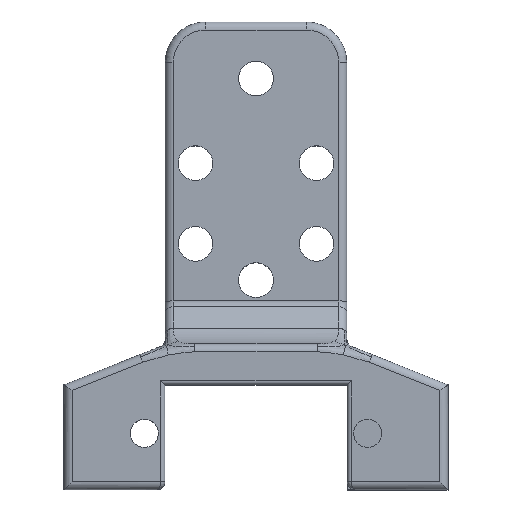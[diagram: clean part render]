
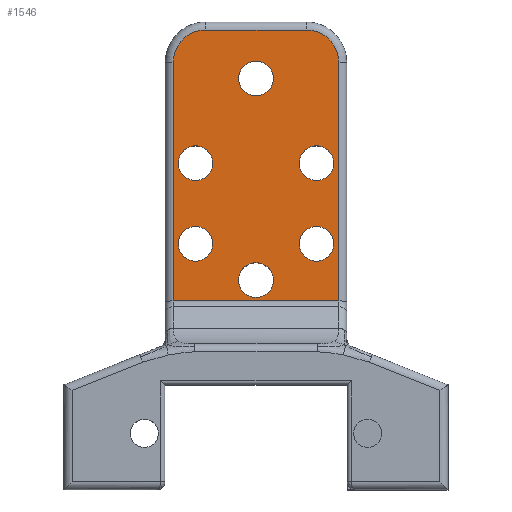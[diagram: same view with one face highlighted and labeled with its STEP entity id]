
A CAD part, top view. The second image highlights one B-rep face of the part: STEP entity #1546.
In plain terms, the highlighted planar face has unit normal (0, 0, 1).
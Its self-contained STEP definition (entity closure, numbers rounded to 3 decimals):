
#15=FACE_BOUND('',#478,.T.);
#16=FACE_BOUND('',#479,.T.);
#17=FACE_BOUND('',#480,.T.);
#18=FACE_BOUND('',#481,.T.);
#19=FACE_BOUND('',#482,.T.);
#20=FACE_BOUND('',#483,.T.);
#33=PLANE('',#1715);
#98=LINE('',#5036,#203);
#100=LINE('',#5048,#205);
#102=LINE('',#5060,#207);
#115=LINE('',#5101,#220);
#203=VECTOR('',#1963,10.);
#205=VECTOR('',#1977,10.);
#207=VECTOR('',#1991,10.);
#220=VECTOR('',#2040,10.);
#384=FACE_OUTER_BOUND('',#477,.T.);
#477=EDGE_LOOP('',(#1230,#1231,#1232,#1233,#1234,#1235));
#478=EDGE_LOOP('',(#1236));
#479=EDGE_LOOP('',(#1237));
#480=EDGE_LOOP('',(#1238));
#481=EDGE_LOOP('',(#1239));
#482=EDGE_LOOP('',(#1240));
#483=EDGE_LOOP('',(#1241));
#582=CIRCLE('',#1689,4.);
#586=CIRCLE('',#1695,4.);
#595=CIRCLE('',#1716,2.15);
#596=CIRCLE('',#1717,2.15);
#597=CIRCLE('',#1718,2.15);
#598=CIRCLE('',#1719,2.15);
#599=CIRCLE('',#1720,2.15);
#600=CIRCLE('',#1721,2.15);
#723=VERTEX_POINT('',#5026);
#725=VERTEX_POINT('',#5032);
#727=VERTEX_POINT('',#5038);
#729=VERTEX_POINT('',#5044);
#731=VERTEX_POINT('',#5050);
#733=VERTEX_POINT('',#5056);
#745=VERTEX_POINT('',#5102);
#746=VERTEX_POINT('',#5104);
#747=VERTEX_POINT('',#5106);
#748=VERTEX_POINT('',#5108);
#749=VERTEX_POINT('',#5110);
#750=VERTEX_POINT('',#5112);
#903=EDGE_CURVE('',#723,#725,#98,.T.);
#906=EDGE_CURVE('',#725,#727,#582,.T.);
#909=EDGE_CURVE('',#727,#729,#100,.T.);
#912=EDGE_CURVE('',#729,#731,#586,.T.);
#915=EDGE_CURVE('',#731,#733,#102,.T.);
#937=EDGE_CURVE('',#733,#723,#115,.T.);
#938=EDGE_CURVE('',#745,#745,#595,.T.);
#939=EDGE_CURVE('',#746,#746,#596,.T.);
#940=EDGE_CURVE('',#747,#747,#597,.T.);
#941=EDGE_CURVE('',#748,#748,#598,.T.);
#942=EDGE_CURVE('',#749,#749,#599,.T.);
#943=EDGE_CURVE('',#750,#750,#600,.T.);
#1230=ORIENTED_EDGE('',*,*,#915,.F.);
#1231=ORIENTED_EDGE('',*,*,#912,.F.);
#1232=ORIENTED_EDGE('',*,*,#909,.F.);
#1233=ORIENTED_EDGE('',*,*,#906,.F.);
#1234=ORIENTED_EDGE('',*,*,#903,.F.);
#1235=ORIENTED_EDGE('',*,*,#937,.F.);
#1236=ORIENTED_EDGE('',*,*,#938,.T.);
#1237=ORIENTED_EDGE('',*,*,#939,.T.);
#1238=ORIENTED_EDGE('',*,*,#940,.T.);
#1239=ORIENTED_EDGE('',*,*,#941,.T.);
#1240=ORIENTED_EDGE('',*,*,#942,.T.);
#1241=ORIENTED_EDGE('',*,*,#943,.T.);
#1546=ADVANCED_FACE('',(#384,#15,#16,#17,#18,#19,#20),#33,.T.);
#1689=AXIS2_PLACEMENT_3D('',#5042,#1970,#1971);
#1695=AXIS2_PLACEMENT_3D('',#5054,#1984,#1985);
#1715=AXIS2_PLACEMENT_3D('',#5100,#2038,#2039);
#1716=AXIS2_PLACEMENT_3D('',#5103,#2041,#2042);
#1717=AXIS2_PLACEMENT_3D('',#5105,#2043,#2044);
#1718=AXIS2_PLACEMENT_3D('',#5107,#2045,#2046);
#1719=AXIS2_PLACEMENT_3D('',#5109,#2047,#2048);
#1720=AXIS2_PLACEMENT_3D('',#5111,#2049,#2050);
#1721=AXIS2_PLACEMENT_3D('',#5113,#2051,#2052);
#1963=DIRECTION('',(0.,1.,0.));
#1970=DIRECTION('center_axis',(0.,0.,-1.));
#1971=DIRECTION('ref_axis',(-0.707,0.707,0.));
#1977=DIRECTION('',(1.,0.,0.));
#1984=DIRECTION('center_axis',(0.,0.,-1.));
#1985=DIRECTION('ref_axis',(0.707,0.707,0.));
#1991=DIRECTION('',(0.,-1.,0.));
#2038=DIRECTION('center_axis',(0.,0.,1.));
#2039=DIRECTION('ref_axis',(1.,0.,0.));
#2040=DIRECTION('',(-1.,0.,0.));
#2041=DIRECTION('center_axis',(0.,0.,-1.));
#2042=DIRECTION('ref_axis',(1.,0.,0.));
#2043=DIRECTION('center_axis',(0.,0.,-1.));
#2044=DIRECTION('ref_axis',(1.,0.,0.));
#2045=DIRECTION('center_axis',(0.,0.,-1.));
#2046=DIRECTION('ref_axis',(1.,0.,0.));
#2047=DIRECTION('center_axis',(0.,0.,-1.));
#2048=DIRECTION('ref_axis',(1.,0.,0.));
#2049=DIRECTION('center_axis',(0.,0.,-1.));
#2050=DIRECTION('ref_axis',(1.,0.,0.));
#2051=DIRECTION('center_axis',(0.,0.,-1.));
#2052=DIRECTION('ref_axis',(1.,0.,0.));
#5026=CARTESIAN_POINT('',(-10.25,-12.086,4.));
#5032=CARTESIAN_POINT('',(-10.25,17.5,4.));
#5036=CARTESIAN_POINT('',(-10.25,11.25,4.));
#5038=CARTESIAN_POINT('',(-6.25,21.5,4.));
#5042=CARTESIAN_POINT('Origin',(-6.25,17.5,4.));
#5044=CARTESIAN_POINT('',(6.25,21.5,4.));
#5048=CARTESIAN_POINT('',(5.625,21.5,4.));
#5050=CARTESIAN_POINT('',(10.25,17.5,4.));
#5054=CARTESIAN_POINT('Origin',(6.25,17.5,4.));
#5056=CARTESIAN_POINT('',(10.25,-12.086,4.));
#5060=CARTESIAN_POINT('',(10.25,-11.25,4.));
#5100=CARTESIAN_POINT('Origin',(0.,0.,4.));
#5101=CARTESIAN_POINT('',(2.812,-12.086,4.));
#5102=CARTESIAN_POINT('',(5.35,5.,4.));
#5103=CARTESIAN_POINT('Origin',(7.5,5.,4.));
#5104=CARTESIAN_POINT('',(-9.65,5.,4.));
#5105=CARTESIAN_POINT('Origin',(-7.5,5.,4.));
#5106=CARTESIAN_POINT('',(5.35,-5.,4.));
#5107=CARTESIAN_POINT('Origin',(7.5,-5.,4.));
#5108=CARTESIAN_POINT('',(-9.65,-5.,4.));
#5109=CARTESIAN_POINT('Origin',(-7.5,-5.,4.));
#5110=CARTESIAN_POINT('',(-2.15,15.5,4.));
#5111=CARTESIAN_POINT('Origin',(0.,15.5,4.));
#5112=CARTESIAN_POINT('',(-2.15,-9.5,4.));
#5113=CARTESIAN_POINT('Origin',(0.,-9.5,
4.));
